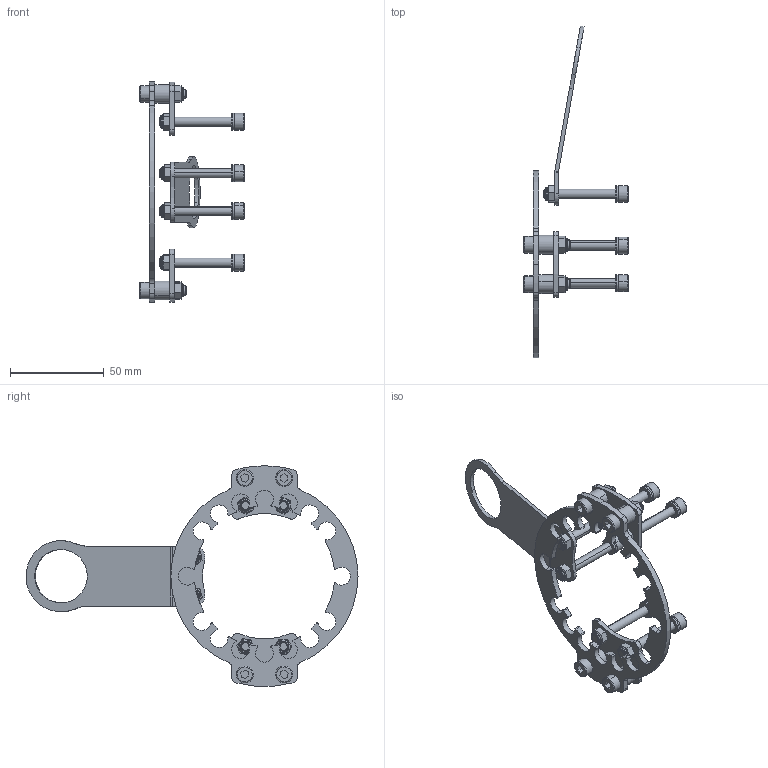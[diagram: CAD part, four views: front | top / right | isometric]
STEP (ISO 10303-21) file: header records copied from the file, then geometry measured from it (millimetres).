
FILE_DESCRIPTION (( 'STEP AP214' ), '1' );
FILE_NAME ('P4216.STEP', '2022-04-19T07:51:44', ( '' ), ( '' ), 'SwSTEP 2.0', 'SolidWorks 2019', '' );
FILE_SCHEMA (( 'AUTOMOTIVE_DESIGN' ));
Length unit declared in the file: millimetre
Products named in the file (1): P4216
Bounding box: 55.7 x 177.44 x 117.78 mm (x, y, z)
Volume: 30540.9 mm3; surface area: 32436.9 mm2
Topology: 40 solids, 40 shells, 699 faces, 1629 edges, 1030 vertices
Faces by surface type: cylinder 303, plane 296, torus 60, cone 40
Entity records: 28327 total; most frequent: DIRECTION 3855, CARTESIAN_POINT 3359, ORIENTED_EDGE 3258, EDGE_CURVE 1629, AXIS2_PLACEMENT_3D 1526, VERTEX_POINT 1030, CIRCLE 826, VECTOR 803
